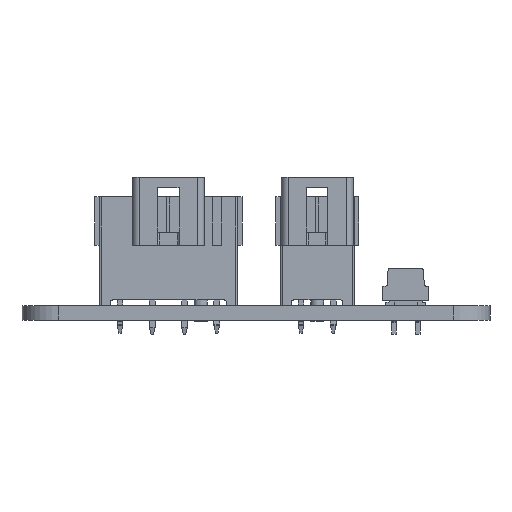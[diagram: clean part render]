
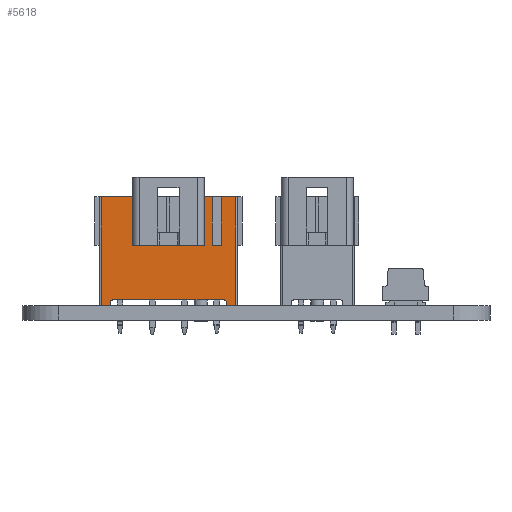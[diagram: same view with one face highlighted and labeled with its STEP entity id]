
A CAD part, front view. The second image highlights one B-rep face of the part: STEP entity #5618.
In plain terms, the highlighted planar face has unit normal (0, -1, 0).
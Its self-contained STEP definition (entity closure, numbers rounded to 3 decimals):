
#1864 = VERTEX_POINT('',#1865);
#1865 = CARTESIAN_POINT('',(-2.211,-11.506,0.));
#1889 = VERTEX_POINT('',#1890);
#1890 = CARTESIAN_POINT('',(-3.211,-11.506,0.));
#1896 = EDGE_CURVE('',#1889,#1864,#1897,.T.);
#1897 = LINE('',#1898,#1899);
#1898 = CARTESIAN_POINT('',(-3.211,-11.506,0.));
#1899 = VECTOR('',#1900,1.);
#1900 = DIRECTION('',(1.,0.,0.));
#1951 = VERTEX_POINT('',#1952);
#1952 = CARTESIAN_POINT('',(-16.811,-11.506,0.));
#1961 = EDGE_CURVE('',#1951,#1962,#1964,.T.);
#1962 = VERTEX_POINT('',#1963);
#1963 = CARTESIAN_POINT('',(-15.811,-11.506,0.));
#1964 = LINE('',#1965,#1966);
#1965 = CARTESIAN_POINT('',(-16.811,-11.506,0.));
#1966 = VECTOR('',#1967,1.);
#1967 = DIRECTION('',(1.,0.,0.));
#2033 = VERTEX_POINT('',#2034);
#2034 = CARTESIAN_POINT('',(-3.211,-11.506,0.35));
#2040 = EDGE_CURVE('',#1889,#2033,#2041,.T.);
#2041 = LINE('',#2042,#2043);
#2042 = CARTESIAN_POINT('',(-3.211,-11.506,0.));
#2043 = VECTOR('',#2044,1.);
#2044 = DIRECTION('',(0.,0.,1.));
#2078 = VERTEX_POINT('',#2079);
#2079 = CARTESIAN_POINT('',(-3.461,-11.506,0.6));
#2085 = EDGE_CURVE('',#2033,#2078,#2086,.T.);
#2086 = CIRCLE('',#2087,0.25);
#2087 = AXIS2_PLACEMENT_3D('',#2088,#2089,#2090);
#2088 = CARTESIAN_POINT('',(-3.461,-11.506,0.35));
#2089 = DIRECTION('',(0.,-1.,0.));
#2090 = DIRECTION('',(1.,0.,0.));
#2448 = VERTEX_POINT('',#2449);
#2449 = CARTESIAN_POINT('',(-15.561,-11.506,0.6));
#2455 = EDGE_CURVE('',#2078,#2448,#2456,.T.);
#2456 = LINE('',#2457,#2458);
#2457 = CARTESIAN_POINT('',(-3.461,-11.506,0.6));
#2458 = VECTOR('',#2459,1.);
#2459 = DIRECTION('',(-1.,0.,0.));
#3265 = VERTEX_POINT('',#3266);
#3266 = CARTESIAN_POINT('',(-15.811,-11.506,0.35));
#3272 = EDGE_CURVE('',#2448,#3265,#3273,.T.);
#3273 = CIRCLE('',#3274,0.25);
#3274 = AXIS2_PLACEMENT_3D('',#3275,#3276,#3277);
#3275 = CARTESIAN_POINT('',(-15.561,-11.506,0.35));
#3276 = DIRECTION('',(0.,-1.,0.));
#3277 = DIRECTION('',(0.,0.,1.));
#3448 = VERTEX_POINT('',#3449);
#3449 = CARTESIAN_POINT('',(-2.211,-11.506,11.8));
#3456 = EDGE_CURVE('',#3448,#3457,#3459,.T.);
#3457 = VERTEX_POINT('',#3458);
#3458 = CARTESIAN_POINT('',(-3.761,-11.506,11.8));
#3459 = LINE('',#3460,#3461);
#3460 = CARTESIAN_POINT('',(-2.211,-11.506,11.8));
#3461 = VECTOR('',#3462,1.);
#3462 = DIRECTION('',(-1.,0.,0.));
#3481 = VERTEX_POINT('',#3482);
#3482 = CARTESIAN_POINT('',(-4.761,-11.506,11.8));
#3488 = EDGE_CURVE('',#3481,#3489,#3491,.T.);
#3489 = VERTEX_POINT('',#3490);
#3490 = CARTESIAN_POINT('',(-5.611,-11.506,11.8));
#3491 = LINE('',#3492,#3493);
#3492 = CARTESIAN_POINT('',(-4.761,-11.506,11.8));
#3493 = VECTOR('',#3494,1.);
#3494 = DIRECTION('',(-1.,0.,0.));
#3609 = VERTEX_POINT('',#3610);
#3610 = CARTESIAN_POINT('',(-13.411,-11.506,11.8));
#3616 = EDGE_CURVE('',#3609,#3617,#3619,.T.);
#3617 = VERTEX_POINT('',#3618);
#3618 = CARTESIAN_POINT('',(-16.811,-11.506,11.8));
#3619 = LINE('',#3620,#3621);
#3620 = CARTESIAN_POINT('',(-13.411,-11.506,11.8));
#3621 = VECTOR('',#3622,1.);
#3622 = DIRECTION('',(-1.,0.,0.));
#5605 = EDGE_CURVE('',#1864,#3448,#5606,.T.);
#5606 = LINE('',#5607,#5608);
#5607 = CARTESIAN_POINT('',(-2.211,-11.506,0.));
#5608 = VECTOR('',#5609,1.);
#5609 = DIRECTION('',(0.,0.,1.));
#5618 = ADVANCED_FACE('',(#5619),#5687,.T.);
#5619 = FACE_BOUND('',#5620,.F.);
#5620 = EDGE_LOOP('',(#5621,#5622,#5623,#5624,#5625,#5626,#5627,#5633,
    #5634,#5640,#5641,#5649,#5657,#5663,#5664,#5672,#5680,#5686));
#5621 = ORIENTED_EDGE('',*,*,#5605,.F.);
#5622 = ORIENTED_EDGE('',*,*,#1896,.F.);
#5623 = ORIENTED_EDGE('',*,*,#2040,.T.);
#5624 = ORIENTED_EDGE('',*,*,#2085,.T.);
#5625 = ORIENTED_EDGE('',*,*,#2455,.T.);
#5626 = ORIENTED_EDGE('',*,*,#3272,.T.);
#5627 = ORIENTED_EDGE('',*,*,#5628,.F.);
#5628 = EDGE_CURVE('',#1962,#3265,#5629,.T.);
#5629 = LINE('',#5630,#5631);
#5630 = CARTESIAN_POINT('',(-15.811,-11.506,0.));
#5631 = VECTOR('',#5632,1.);
#5632 = DIRECTION('',(0.,0.,1.));
#5633 = ORIENTED_EDGE('',*,*,#1961,.F.);
#5634 = ORIENTED_EDGE('',*,*,#5635,.F.);
#5635 = EDGE_CURVE('',#3617,#1951,#5636,.T.);
#5636 = LINE('',#5637,#5638);
#5637 = CARTESIAN_POINT('',(-16.811,-11.506,11.8));
#5638 = VECTOR('',#5639,1.);
#5639 = DIRECTION('',(0.,0.,-1.));
#5640 = ORIENTED_EDGE('',*,*,#3616,.F.);
#5641 = ORIENTED_EDGE('',*,*,#5642,.T.);
#5642 = EDGE_CURVE('',#3609,#5643,#5645,.T.);
#5643 = VERTEX_POINT('',#5644);
#5644 = CARTESIAN_POINT('',(-13.411,-11.506,6.55));
#5645 = LINE('',#5646,#5647);
#5646 = CARTESIAN_POINT('',(-13.411,-11.506,11.8));
#5647 = VECTOR('',#5648,1.);
#5648 = DIRECTION('',(0.,0.,-1.));
#5649 = ORIENTED_EDGE('',*,*,#5650,.F.);
#5650 = EDGE_CURVE('',#5651,#5643,#5653,.T.);
#5651 = VERTEX_POINT('',#5652);
#5652 = CARTESIAN_POINT('',(-5.611,-11.506,6.55));
#5653 = LINE('',#5654,#5655);
#5654 = CARTESIAN_POINT('',(-5.611,-11.506,6.55));
#5655 = VECTOR('',#5656,1.);
#5656 = DIRECTION('',(-1.,0.,0.));
#5657 = ORIENTED_EDGE('',*,*,#5658,.F.);
#5658 = EDGE_CURVE('',#3489,#5651,#5659,.T.);
#5659 = LINE('',#5660,#5661);
#5660 = CARTESIAN_POINT('',(-5.611,-11.506,11.8));
#5661 = VECTOR('',#5662,1.);
#5662 = DIRECTION('',(0.,0.,-1.));
#5663 = ORIENTED_EDGE('',*,*,#3488,.F.);
#5664 = ORIENTED_EDGE('',*,*,#5665,.T.);
#5665 = EDGE_CURVE('',#3481,#5666,#5668,.T.);
#5666 = VERTEX_POINT('',#5667);
#5667 = CARTESIAN_POINT('',(-4.761,-11.506,6.55));
#5668 = LINE('',#5669,#5670);
#5669 = CARTESIAN_POINT('',(-4.761,-11.506,11.8));
#5670 = VECTOR('',#5671,1.);
#5671 = DIRECTION('',(0.,0.,-1.));
#5672 = ORIENTED_EDGE('',*,*,#5673,.T.);
#5673 = EDGE_CURVE('',#5666,#5674,#5676,.T.);
#5674 = VERTEX_POINT('',#5675);
#5675 = CARTESIAN_POINT('',(-3.761,-11.506,6.55));
#5676 = LINE('',#5677,#5678);
#5677 = CARTESIAN_POINT('',(-4.761,-11.506,6.55));
#5678 = VECTOR('',#5679,1.);
#5679 = DIRECTION('',(1.,0.,0.));
#5680 = ORIENTED_EDGE('',*,*,#5681,.F.);
#5681 = EDGE_CURVE('',#3457,#5674,#5682,.T.);
#5682 = LINE('',#5683,#5684);
#5683 = CARTESIAN_POINT('',(-3.761,-11.506,11.8));
#5684 = VECTOR('',#5685,1.);
#5685 = DIRECTION('',(0.,0.,-1.));
#5686 = ORIENTED_EDGE('',*,*,#3456,.F.);
#5687 = PLANE('',#5688);
#5688 = AXIS2_PLACEMENT_3D('',#5689,#5690,#5691);
#5689 = CARTESIAN_POINT('',(-9.511,-11.506,5.9));
#5690 = DIRECTION('',(0.,-1.,0.));
#5691 = DIRECTION('',(-1.,0.,0.));
